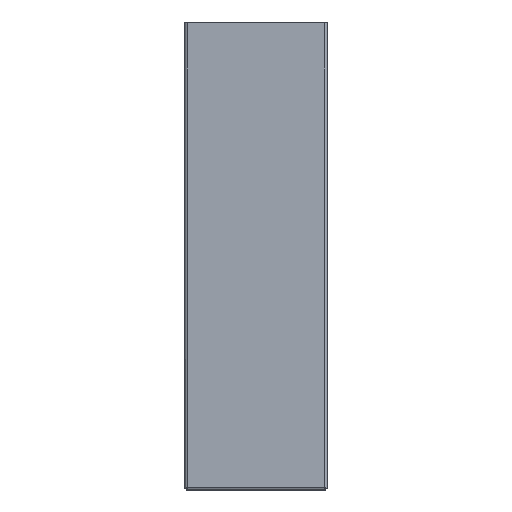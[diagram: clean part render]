
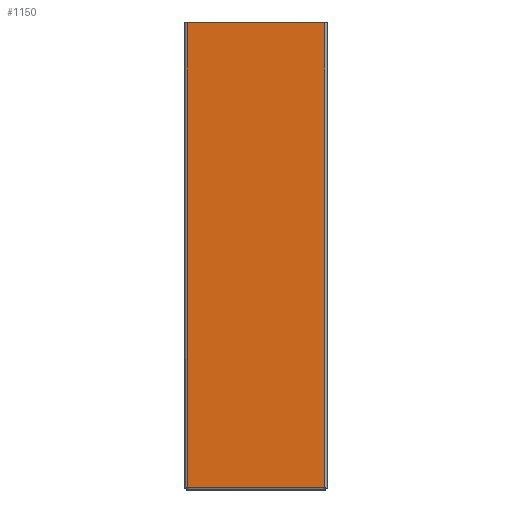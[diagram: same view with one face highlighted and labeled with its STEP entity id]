
A CAD part, front view. The second image highlights one B-rep face of the part: STEP entity #1150.
In plain terms, the highlighted planar face has unit normal (0, -1, 0).
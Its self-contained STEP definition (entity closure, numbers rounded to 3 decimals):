
#96=FACE_OUTER_BOUND('',#161,.T.);
#161=EDGE_LOOP('',(#883,#884,#885,#886));
#259=LINE('',#1691,#387);
#267=LINE('',#1744,#395);
#277=LINE('',#1825,#405);
#284=LINE('',#1875,#412);
#387=VECTOR('',#1360,333.2);
#395=VECTOR('',#1384,98.4);
#405=VECTOR('',#1408,333.2);
#412=VECTOR('',#1429,98.4);
#507=VERTEX_POINT('',#1682);
#508=VERTEX_POINT('',#1690);
#511=VERTEX_POINT('',#1736);
#514=VERTEX_POINT('',#1823);
#610=EDGE_CURVE('',#508,#507,#259,.T.);
#622=EDGE_CURVE('',#507,#511,#267,.T.);
#636=EDGE_CURVE('',#511,#514,#277,.T.);
#646=EDGE_CURVE('',#508,#514,#284,.T.);
#883=ORIENTED_EDGE('',*,*,#610,.T.);
#884=ORIENTED_EDGE('',*,*,#622,.T.);
#885=ORIENTED_EDGE('',*,*,#636,.T.);
#886=ORIENTED_EDGE('',*,*,#646,.F.);
#1019=PLANE('',#1222);
#1150=ADVANCED_FACE('',(#96),#1019,.T.);
#1222=AXIS2_PLACEMENT_3D('',#1876,#1430,#1431);
#1360=DIRECTION('',(0.,0.,-1.));
#1384=DIRECTION('',(1.,0.,0.));
#1408=DIRECTION('',(0.,0.,1.));
#1429=DIRECTION('',(1.,0.,0.));
#1430=DIRECTION('center_axis',(0.,-1.,0.));
#1431=DIRECTION('ref_axis',(0.,0.,1.));
#1682=CARTESIAN_POINT('',(-49.2,-20.8,-125.));
#1690=CARTESIAN_POINT('',(-49.2,-20.8,208.2));
#1691=CARTESIAN_POINT('',(-49.2,-20.8,124.45));
#1736=CARTESIAN_POINT('',(49.2,-20.8,-125.));
#1744=CARTESIAN_POINT('',(-24.6,-20.8,-125.));
#1823=CARTESIAN_POINT('',(49.2,-20.8,208.2));
#1825=CARTESIAN_POINT('',(49.2,-20.8,-42.15));
#1875=CARTESIAN_POINT('',(51.,-20.8,208.2));
#1876=CARTESIAN_POINT('Origin',(0.,-20.8,
40.7));
